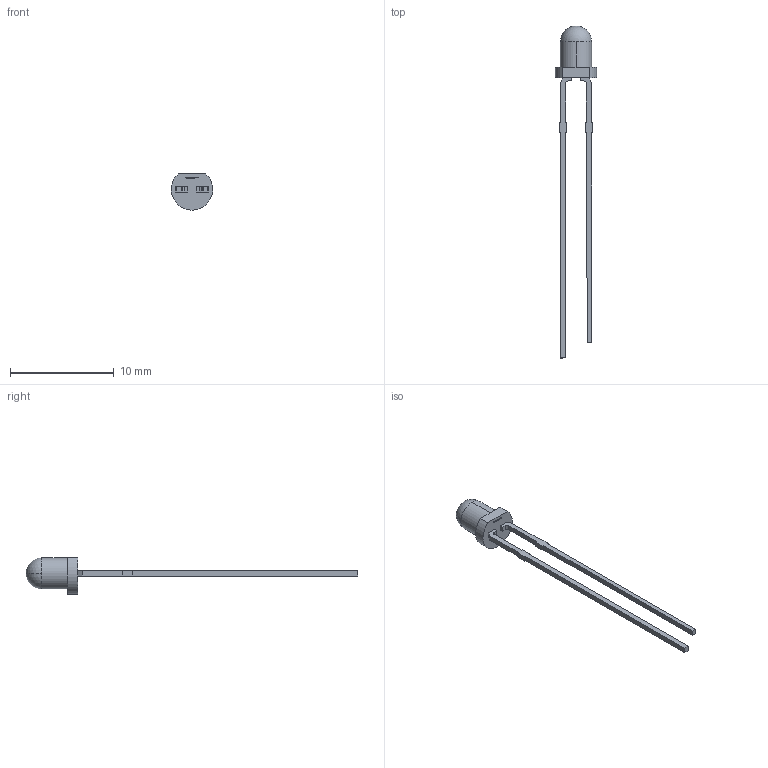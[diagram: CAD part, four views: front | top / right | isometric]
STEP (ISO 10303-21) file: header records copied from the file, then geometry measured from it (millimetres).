
FILE_DESCRIPTION (( 'STEP AP214' ), '1' );
FILE_NAME ('XLxx39.STEP', '2015-09-01T17:34:04', ( '' ), ( '' ), 'SwSTEP 2.0', 'SolidWorks 2012', '' );
FILE_SCHEMA (( 'AUTOMOTIVE_DESIGN' ));
Length unit declared in the file: millimetre
Products named in the file (1): XLxx39
Bounding box: 4 x 32 x 3.5 mm (x, y, z)
Volume: 49.4 mm3; surface area: 173 mm2
Topology: 3 solids, 3 shells, 218 faces, 589 edges, 391 vertices
Faces by surface type: plane 145, bspline 65, cylinder 6, sphere 2
Entity records: 12272 total; most frequent: CARTESIAN_POINT 4918, ORIENTED_EDGE 1174, DIRECTION 781, EDGE_CURVE 587, VECTOR 441, LINE 441, VERTEX_POINT 391, EDGE_LOOP 234
